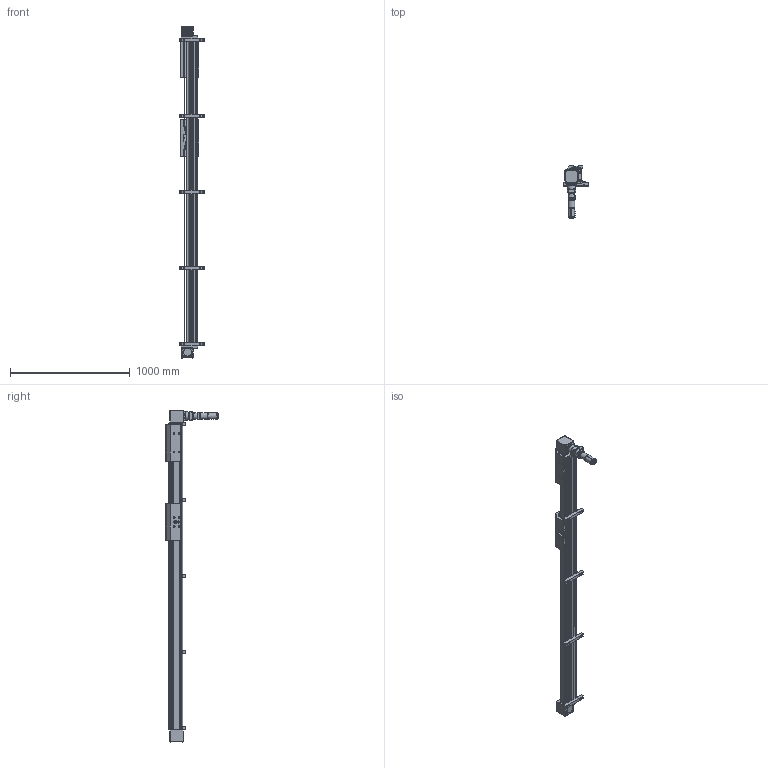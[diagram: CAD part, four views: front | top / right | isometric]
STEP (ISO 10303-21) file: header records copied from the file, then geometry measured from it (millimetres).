
FILE_DESCRIPTION (( 'STEP AP203' ), '1' );
FILE_NAME ('MXB63P_BWS50_SK62.000_MXB-475440-1.step', '2024-11-19T16:48:31', ( '' ), ( '' ), 'SwSTEP 2.0', 'SolidWorks 2024', '' );
FILE_SCHEMA (( 'CONFIG_CONTROL_DESIGN' ));
Length unit declared in the file: inch
Products named in the file (8): tempJoin2_36049491_MXB63P_BWS50_SK62.000_MXB-475440-1; 85639801_MXB63P_BWS50_SK62.000_MXB-475440-1; 85639514_MXB63P_BWS50_SK62.000_MXB-475440-1; 83639016_MXB63P_BWS50_SK62.000_MXB-475440-1; Base_MXB63P_BWS50_SK62.000_MXB-475440-1; tempJoin5_44109204_MXB63P_BWS50_SK62.000_MXB-475440-1; MXB63P_BWS50_SK62.000_MXB-475440-1; tempJoin5_45109054_MXB63P_BWS50_SK62.000_MXB-475440-1
Assembly tree (11 placements, depth 2):
  MXB63P_BWS50_SK62.000_MXB-475440-1
    85639801_MXB63P_BWS50_SK62.000_MXB-475440-1
    83639016_MXB63P_BWS50_SK62.000_MXB-475440-1  x5
    85639514_MXB63P_BWS50_SK62.000_MXB-475440-1
    tempJoin2_36049491_MXB63P_BWS50_SK62.000_MXB-475440-1
    tempJoin5_45109054_MXB63P_BWS50_SK62.000_MXB-475440-1
    tempJoin5_44109204_MXB63P_BWS50_SK62.000_MXB-475440-1
    Base_MXB63P_BWS50_SK62.000_MXB-475440-1
Bounding box: 203.2 x 437.07 x 2772.7 mm (x, y, z)
Volume: 31939277.8 mm3; surface area: 2971457.2 mm2
Topology: 15 solids, 60 shells, 4396 faces, 10864 edges, 6843 vertices
Faces by surface type: plane 2631, cylinder 1211, cone 204, sphere 162, torus 154, bspline 34
Full cylindrical faces by diameter (mm): 0.75 x4, 1 x5, 2.013 x2, 2.459 x1, 2.794 x8, 2.997 x6, 3.1 x5, 3.454 x1, 3.5 x16, 4 x13, 4.134 x4, 4.2 x20, 4.201 x4, 4.318 x1, 4.5 x2, 4.572 x2, 4.907 x8, 5 x16, 5.001 x4, 5.2 x7, 5.29 x24, 5.334 x4, 5.5 x4, 5.69 x4, 6 x16, 6.35 x3, 6.7 x1, 7 x21, 7.9 x2, 7.937 x4
Entity records: 108325 total; most frequent: CARTESIAN_POINT 20865, DIRECTION 18187, ORIENTED_EDGE 16746, EDGE_CURVE 8373, AXIS2_PLACEMENT_3D 6261, VERTEX_POINT 5729, LINE 5665, VECTOR 5665
